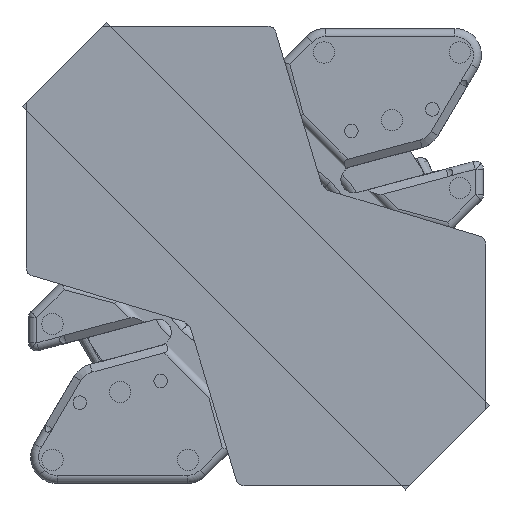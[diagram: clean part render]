
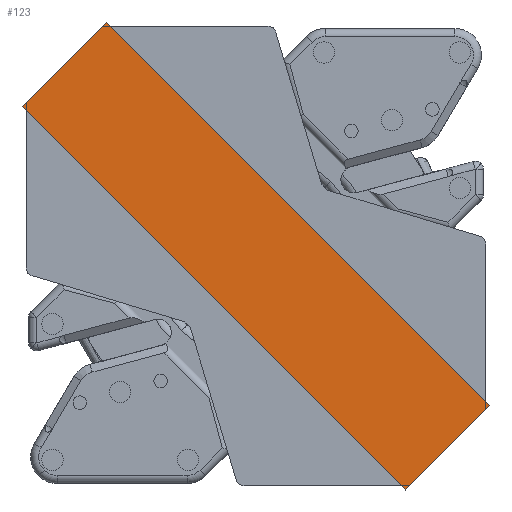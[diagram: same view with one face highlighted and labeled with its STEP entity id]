
A CAD part, front view. The second image highlights one B-rep face of the part: STEP entity #123.
In plain terms, the highlighted face is planar.
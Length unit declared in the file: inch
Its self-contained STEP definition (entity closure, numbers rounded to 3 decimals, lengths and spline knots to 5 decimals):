
#54 = ORIENTED_EDGE ( 'NONE', *, *, #7407, .T. ) ;
#123 = ADVANCED_FACE ( 'NONE', ( #4662 ), #7843, .T. ) ;
#225 = VERTEX_POINT ( 'NONE', #2288 ) ;
#307 = EDGE_CURVE ( 'NONE', #2780, #6751, #1515, .T. ) ;
#626 = VECTOR ( 'NONE', #4110, 39.37008 ) ;
#813 = LINE ( 'NONE', #8494, #626 ) ;
#1251 = LINE ( 'NONE', #9381, #5526 ) ;
#1321 = DIRECTION ( 'NONE',  ( 0., 0., 1. ) ) ;
#1515 = LINE ( 'NONE', #4054, #9223 ) ;
#2076 = ORIENTED_EDGE ( 'NONE', *, *, #5617, .F. ) ;
#2197 = CARTESIAN_POINT ( 'NONE',  ( -0.00039, 0.00039, 0. ) ) ;
#2288 = CARTESIAN_POINT ( 'NONE',  ( -0.00039, -0.79921, -0.1752 ) ) ;
#2561 = ORIENTED_EDGE ( 'NONE', *, *, #307, .F. ) ;
#2780 = VERTEX_POINT ( 'NONE', #4861 ) ;
#3108 = CARTESIAN_POINT ( 'NONE',  ( -0.00039, -0.79921, 0. ) ) ;
#3394 = VERTEX_POINT ( 'NONE', #3108 ) ;
#3626 = VECTOR ( 'NONE', #6049, 39.37008 ) ;
#4023 = DIRECTION ( 'NONE',  ( 0., 0., 1. ) ) ;
#4054 = CARTESIAN_POINT ( 'NONE',  ( -0.00039, 0.00039, -0.1752 ) ) ;
#4110 = DIRECTION ( 'NONE',  ( 0., -1., 0. ) ) ;
#4601 = AXIS2_PLACEMENT_3D ( 'NONE', #5651, #6575, #7884 ) ;
#4662 = FACE_OUTER_BOUND ( 'NONE', #8698, .T. ) ;
#4861 = CARTESIAN_POINT ( 'NONE',  ( -0.00039, 0.00039, -0.1752 ) ) ;
#5526 = VECTOR ( 'NONE', #1321, 39.37008 ) ;
#5557 = ORIENTED_EDGE ( 'NONE', *, *, #7955, .T. ) ;
#5617 = EDGE_CURVE ( 'NONE', #6751, #3394, #5930, .T. ) ;
#5651 = CARTESIAN_POINT ( 'NONE',  ( -0.00039, -0.79921, -0.1752 ) ) ;
#5930 = LINE ( 'NONE', #8071, #3626 ) ;
#6049 = DIRECTION ( 'NONE',  ( 0., -1., 0. ) ) ;
#6575 = DIRECTION ( 'NONE',  ( -1., 0., 0. ) ) ;
#6751 = VERTEX_POINT ( 'NONE', #2197 ) ;
#7407 = EDGE_CURVE ( 'NONE', #2780, #225, #813, .T. ) ;
#7843 = PLANE ( 'NONE',  #4601 ) ;
#7884 = DIRECTION ( 'NONE',  ( 0., 0., 1. ) ) ;
#7955 = EDGE_CURVE ( 'NONE', #225, #3394, #1251, .T. ) ;
#8071 = CARTESIAN_POINT ( 'NONE',  ( -0.00039, -0.79921, 0. ) ) ;
#8494 = CARTESIAN_POINT ( 'NONE',  ( -0.00039, -0.79921, -0.1752 ) ) ;
#8698 = EDGE_LOOP ( 'NONE', ( #2076, #2561, #54, #5557 ) ) ;
#9223 = VECTOR ( 'NONE', #4023, 39.37008 ) ;
#9381 = CARTESIAN_POINT ( 'NONE',  ( -0.00039, -0.79921, -0.1752 ) ) ;
